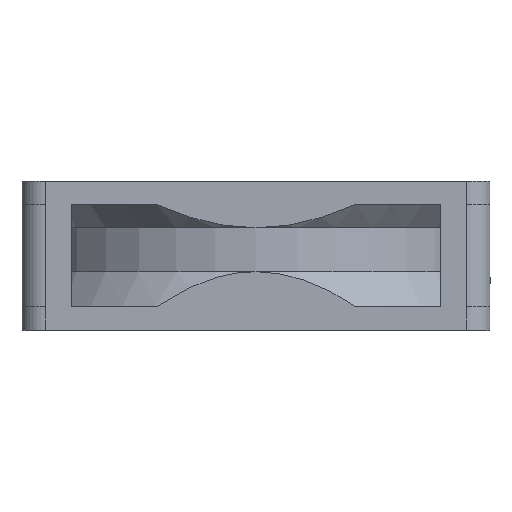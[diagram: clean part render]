
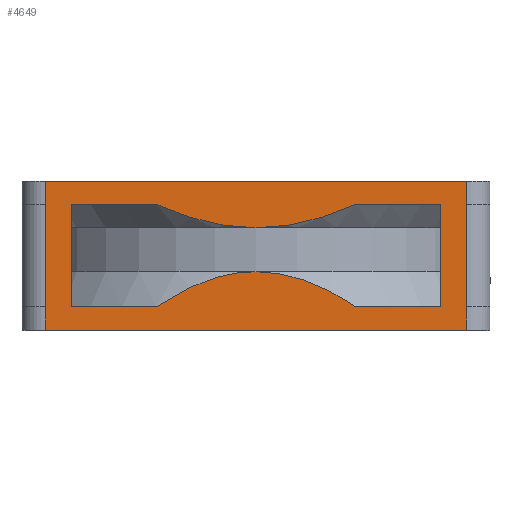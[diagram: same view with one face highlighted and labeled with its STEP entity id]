
A CAD part, top view. The second image highlights one B-rep face of the part: STEP entity #4649.
In plain terms, the highlighted planar face has unit normal (0, 0, 1).
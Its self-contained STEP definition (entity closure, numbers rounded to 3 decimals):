
#3622=CARTESIAN_POINT('POINT11477',(31.5,21.5,40.));
#3623=VERTEX_POINT('VERTEX11477',#3622);
#3638=CARTESIAN_POINT('POINT11479',(31.5,4.,40.));
#3639=VERTEX_POINT('VERTEX11479',#3638);
#3646=CARTESIAN_POINT('POS17770',(31.5,4.,40.));
#3647=DIRECTION('DIR28941',(0.,1.,0.));
#3648=VECTOR('VEC6599',#3647,1.);
#3649=LINE('STRAIGHT6599',#3646,#3648);
#3650=EDGE_CURVE('EDGE16945',#3639,#3623,#3649,.T.);
#3660=CARTESIAN_POINT('POINT11480',(-31.5,21.5,40.));
#3661=VERTEX_POINT('VERTEX11480',#3660);
#3670=CARTESIAN_POINT('POINT11482',(-31.5,4.,40.));
#3671=VERTEX_POINT('VERTEX11482',#3670);
#3672=CARTESIAN_POINT('POS17773',(-31.5,4.,40.));
#3673=DIRECTION('DIR28945',(0.,1.,0.));
#3674=VECTOR('VEC6601',#3673,1.);
#3675=LINE('STRAIGHT6601',#3672,#3674);
#3676=EDGE_CURVE('EDGE16947',#3671,#3661,#3675,.T.);
#3731=CARTESIAN_POINT('POINT11486',(36.,21.5,40.));
#3732=VERTEX_POINT('VERTEX11486',#3731);
#3742=CARTESIAN_POINT('POINT11488',(36.,4.,40.));
#3743=VERTEX_POINT('VERTEX11488',#3742);
#3744=CARTESIAN_POINT('POS17782',(36.,4.,40.));
#3745=DIRECTION('DIR28957',(0.,1.,0.));
#3746=VECTOR('VEC6607',#3745,1.);
#3747=LINE('STRAIGHT6607',#3744,#3746);
#3748=EDGE_CURVE('EDGE16954',#3743,#3732,#3747,.T.);
#3775=CARTESIAN_POINT('POINT11491',(36.,25.5,40.));
#3776=VERTEX_POINT('VERTEX11491',#3775);
#3784=CARTESIAN_POINT('POS17787',(36.,21.5,40.));
#3785=DIRECTION('DIR28965',(0.,1.,0.));
#3786=VECTOR('VEC6609',#3785,1.);
#3787=LINE('STRAIGHT6609',#3784,#3786);
#3788=EDGE_CURVE('EDGE16958',#3732,#3776,#3787,.T.);
#3806=CARTESIAN_POINT('POINT11492',(36.,0.,40.));
#3807=VERTEX_POINT('VERTEX11492',#3806);
#3808=CARTESIAN_POINT('POS17790',(36.,0.,40.));
#3809=DIRECTION('DIR28969',(0.,1.,0.));
#3810=VECTOR('VEC6611',#3809,1.);
#3811=LINE('STRAIGHT6611',#3808,#3810);
#3812=EDGE_CURVE('EDGE16960',#3807,#3743,#3811,.T.);
#3877=CARTESIAN_POINT('POINT11498',(-36.,4.,
   40.));
#3878=VERTEX_POINT('VERTEX11498',#3877);
#3896=CARTESIAN_POINT('POINT11501',(-36.,0.,
   40.));
#3897=VERTEX_POINT('VERTEX11501',#3896);
#3905=CARTESIAN_POINT('POS17802',(-36.,0.,
   40.));
#3906=DIRECTION('DIR28986',(0.,1.,0.));
#3907=VECTOR('VEC6618',#3906,1.);
#3908=LINE('STRAIGHT6618',#3905,#3907);
#3909=EDGE_CURVE('EDGE16970',#3897,#3878,#3908,.T.);
#3919=CARTESIAN_POINT('POINT11502',(-36.,25.5,
   40.));
#3920=VERTEX_POINT('VERTEX11502',#3919);
#3938=CARTESIAN_POINT('POINT11505',(-36.,21.5,
   40.));
#3939=VERTEX_POINT('VERTEX11505',#3938);
#3947=CARTESIAN_POINT('POS17807',(-36.,21.5,40.
   ));
#3948=DIRECTION('DIR28994',(0.,1.,0.));
#3949=VECTOR('VEC6620',#3948,1.);
#3950=LINE('STRAIGHT6620',#3947,#3949);
#3951=EDGE_CURVE('EDGE16974',#3939,#3920,#3950,.T.);
#3969=CARTESIAN_POINT('POS17810',(-36.,4.,40.));
#3970=DIRECTION('DIR28998',(0.,1.,0.));
#3971=VECTOR('VEC6622',#3970,1.);
#3972=LINE('STRAIGHT6622',#3969,#3971);
#3973=EDGE_CURVE('EDGE16976',#3878,#3939,#3972,.T.);
#4151=CARTESIAN_POINT('POS17826',(0.,0.,40.));
#4152=DIRECTION('DIR29020',(1.,0.,0.));
#4153=VECTOR('VEC6632',#4152,1.);
#4154=LINE('STRAIGHT6632',#4151,#4153);
#4155=EDGE_CURVE('EDGE16988',#3897,#3807,#4154,.T.);
#4332=CARTESIAN_POINT('POS17844',(-36.,25.5,40.));
#4333=DIRECTION('DIR29046',(-1.,0.,0.));
#4334=VECTOR('VEC6642',#4333,1.);
#4335=LINE('STRAIGHT6642',#4332,#4334);
#4336=EDGE_CURVE('EDGE17002',#3776,#3920,#4335,.T.);
#4503=CARTESIAN_POINT('POINT11533',(-17.,21.5,
   40.));
#4504=VERTEX_POINT('VERTEX11533',#4503);
#4512=CARTESIAN_POINT('POS17867',(0.,21.5,40.));
#4513=DIRECTION('DIR29077',(1.,0.,0.));
#4514=VECTOR('VEC6657',#4513,1.);
#4515=LINE('STRAIGHT6657',#4512,#4514);
#4516=EDGE_CURVE('EDGE17020',#3661,#4504,#4515,.T.);
#4528=CARTESIAN_POINT('POINT11534',(17.,21.5,
   40.));
#4529=VERTEX_POINT('VERTEX11534',#4528);
#4530=EDGE_CURVE('EDGE17021',#4529,#3623,#4515,.T.);
#4556=CARTESIAN_POINT('POINT11537',(17.,4.,
   40.));
#4557=VERTEX_POINT('VERTEX11537',#4556);
#4565=CARTESIAN_POINT('POS17872',(-36.,4.,40.));
#4566=DIRECTION('DIR29084',(-1.,0.,0.));
#4567=VECTOR('VEC6660',#4566,1.);
#4568=LINE('STRAIGHT6660',#4565,#4567);
#4569=EDGE_CURVE('EDGE17026',#3639,#4557,#4568,.T.);
#4581=CARTESIAN_POINT('POINT11538',(-17.,4.,
   40.));
#4582=VERTEX_POINT('VERTEX11538',#4581);
#4583=EDGE_CURVE('EDGE17027',#4582,#3671,#4568,.T.);
#4598=ORIENTED_EDGE('COEDGE34001',*,*,#4569,.T.);
#4599=CARTESIAN_POINT('POINT11540',(0.,10.,
   40.));
#4600=VERTEX_POINT('VERTEX11540',#4599);
#4601=(BOUNDED_CURVE() B_SPLINE_CURVE(2,(#4602,#4603,#4604),
   .UNSPECIFIED.,.F.,.F.) B_SPLINE_CURVE_WITH_KNOTS((3,3),(
   18.236,36.472),.UNSPECIFIED.) CURVE() 
   GEOMETRIC_REPRESENTATION_ITEM() RATIONAL_B_SPLINE_CURVE((1.,
   1.021,1.)) REPRESENTATION_ITEM('SPLINE_CRV1049'
   ));
#4602=CARTESIAN_POINT('',(0.,10.,40.));
#4603=CARTESIAN_POINT('',(8.147,10.,40.));
#4604=CARTESIAN_POINT('',(17.,4.,
   40.));
#4605=EDGE_CURVE('EDGE17030',#4600,#4557,#4601,.T.);
#4606=ORIENTED_EDGE('COEDGE34002',*,*,#4605,.F.);
#4607=(BOUNDED_CURVE() B_SPLINE_CURVE(2,(#4608,#4609,#4610),
   .UNSPECIFIED.,.F.,.F.) B_SPLINE_CURVE_WITH_KNOTS((3,3),(0.,
   18.236),.UNSPECIFIED.) CURVE() 
   GEOMETRIC_REPRESENTATION_ITEM() RATIONAL_B_SPLINE_CURVE((1.,
   1.021,1.)) REPRESENTATION_ITEM('SPLINE_CRV1050'
   ));
#4608=CARTESIAN_POINT('',(-17.,4.,
   40.));
#4609=CARTESIAN_POINT('',(-8.147,10.,40.));
#4610=CARTESIAN_POINT('',(0.,10.,40.));
#4611=EDGE_CURVE('EDGE17031',#4582,#4600,#4607,.T.);
#4612=ORIENTED_EDGE('COEDGE34003',*,*,#4611,.F.);
#4613=ORIENTED_EDGE('COEDGE34004',*,*,#4583,.T.);
#4614=ORIENTED_EDGE('COEDGE34005',*,*,#3676,.T.);
#4615=ORIENTED_EDGE('COEDGE34006',*,*,#4516,.T.);
#4616=CARTESIAN_POINT('POINT11541',(0.,17.5,
   40.));
#4617=VERTEX_POINT('VERTEX11541',#4616);
#4618=(BOUNDED_CURVE() B_SPLINE_CURVE(2,(#4619,#4620,#4621),
   .UNSPECIFIED.,.F.,.F.) B_SPLINE_CURVE_WITH_KNOTS((3,3),(
   17.566,35.132),.UNSPECIFIED.) CURVE() 
   GEOMETRIC_REPRESENTATION_ITEM() RATIONAL_B_SPLINE_CURVE((1.,
   1.021,1.)) REPRESENTATION_ITEM('SPLINE_CRV1051'
   ));
#4619=CARTESIAN_POINT('',(0.,17.5,40.));
#4620=CARTESIAN_POINT('',(-8.147,17.5,40.));
#4621=CARTESIAN_POINT('',(-17.,21.5,40.));
#4622=EDGE_CURVE('EDGE17032',#4617,#4504,#4618,.T.);
#4623=ORIENTED_EDGE('COEDGE34007',*,*,#4622,.F.);
#4624=(BOUNDED_CURVE() B_SPLINE_CURVE(2,(#4625,#4626,#4627),
   .UNSPECIFIED.,.F.,.F.) B_SPLINE_CURVE_WITH_KNOTS((3,3),(0.,
   17.566),.UNSPECIFIED.) CURVE() 
   GEOMETRIC_REPRESENTATION_ITEM() RATIONAL_B_SPLINE_CURVE((1.,
   1.021,1.)) REPRESENTATION_ITEM('SPLINE_CRV1052'
   ));
#4625=CARTESIAN_POINT('',(17.,21.5,40.));
#4626=CARTESIAN_POINT('',(8.147,17.5,40.));
#4627=CARTESIAN_POINT('',(0.,17.5,40.));
#4628=EDGE_CURVE('EDGE17033',#4529,#4617,#4624,.T.);
#4629=ORIENTED_EDGE('COEDGE34008',*,*,#4628,.F.);
#4630=ORIENTED_EDGE('COEDGE34009',*,*,#4530,.T.);
#4631=ORIENTED_EDGE('COEDGE34010',*,*,#3650,.F.);
#4632=EDGE_LOOP('NONE',(#4598,#4606,#4612,#4613,#4614,#4615,#4623,#4629,
   #4630,#4631));
#4633=FACE_BOUND('LOOP1',#4632,.T.);
#4634=ORIENTED_EDGE('COEDGE34011',*,*,#3748,.T.);
#4635=ORIENTED_EDGE('COEDGE34012',*,*,#3788,.T.);
#4636=ORIENTED_EDGE('COEDGE34013',*,*,#4336,.T.);
#4637=ORIENTED_EDGE('COEDGE34014',*,*,#3951,.F.);
#4638=ORIENTED_EDGE('COEDGE34015',*,*,#3973,.F.);
#4639=ORIENTED_EDGE('COEDGE34016',*,*,#3909,.F.);
#4640=ORIENTED_EDGE('COEDGE34017',*,*,#4155,.T.);
#4641=ORIENTED_EDGE('COEDGE34018',*,*,#3812,.T.);
#4642=EDGE_LOOP('NONE',(#4634,#4635,#4636,#4637,#4638,#4639,#4640,#4641)
   );
#4643=FACE_BOUND('LOOP1',#4642,.T.);
#4644=CARTESIAN_POINT('POS17875',(0.,0.,40.));
#4645=DIRECTION('DIR29088',(0.,0.,1.));
#4646=DIRECTION('DIR29089',(1.,0.,0.));
#4647=AXIS2_PLACEMENT_3D('AXIS11214',#4644,#4645,#4646);
#4648=PLANE('PLANE1714',#4647);
#4649=ADVANCED_FACE('FACE5962',(#4633,#4643),#4648,.T.);
